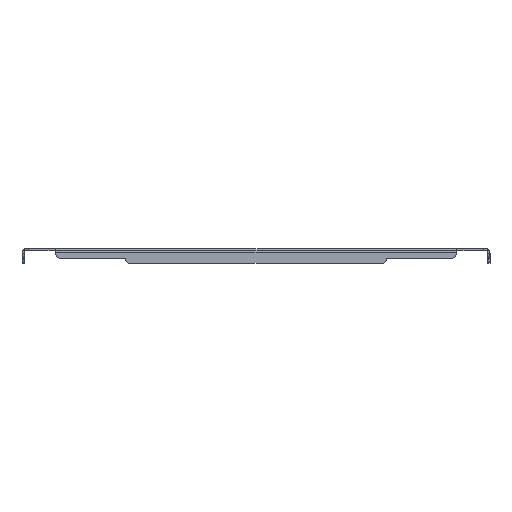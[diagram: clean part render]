
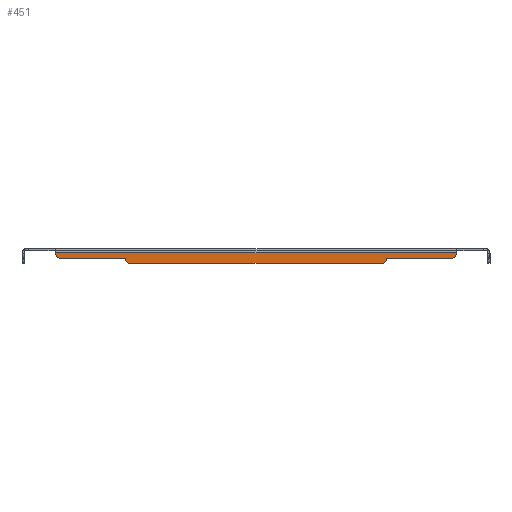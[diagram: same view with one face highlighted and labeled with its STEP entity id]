
A CAD part, front view. The second image highlights one B-rep face of the part: STEP entity #451.
In plain terms, the highlighted planar face has unit normal (0, -1, 0).
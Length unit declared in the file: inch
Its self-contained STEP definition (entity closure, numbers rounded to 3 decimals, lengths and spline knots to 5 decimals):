
#2 = LINE ( 'NONE', #655, #3363 ) ;
#19 = AXIS2_PLACEMENT_3D ( 'NONE', #133, #1721, #3979 ) ;
#49 = VERTEX_POINT ( 'NONE', #332 ) ;
#52 = DIRECTION ( 'NONE',  ( 0., 0., 1. ) ) ;
#92 = VECTOR ( 'NONE', #4005, 39.37008 ) ;
#133 = CARTESIAN_POINT ( 'NONE',  ( -11.59375, -29.96875, -0.3125 ) ) ;
#215 = VERTEX_POINT ( 'NONE', #2271 ) ;
#252 = EDGE_CURVE ( 'NONE', #2044, #3921, #3699, .T. ) ;
#289 = EDGE_CURVE ( 'NONE', #2183, #3122, #2, .T. ) ;
#317 = DIRECTION ( 'NONE',  ( 0., 0., -1. ) ) ;
#332 = CARTESIAN_POINT ( 'NONE',  ( 11.59375, -29.96875, -0.5625 ) ) ;
#348 = CARTESIAN_POINT ( 'NONE',  ( -11.84375, -29.96875, -0.556 ) ) ;
#409 = EDGE_CURVE ( 'NONE', #2864, #215, #3305, .T. ) ;
#451 = ADVANCED_FACE ( 'NONE', ( #1686 ), #471, .T. ) ;
#471 = PLANE ( 'NONE',  #890 ) ;
#499 = EDGE_CURVE ( 'NONE', #215, #2826, #2429, .T. ) ;
#655 = CARTESIAN_POINT ( 'NONE',  ( 11.84375, -29.96875, -0.556 ) ) ;
#707 = LINE ( 'NONE', #348, #1125 ) ;
#721 = CARTESIAN_POINT ( 'NONE',  ( 7.46875, -29.96875, -0.875 ) ) ;
#741 = CARTESIAN_POINT ( 'NONE',  ( 0., -29.96875, -0.875 ) ) ;
#762 = CARTESIAN_POINT ( 'NONE',  ( -7.46875, -29.96875, -0.625 ) ) ;
#804 = DIRECTION ( 'NONE',  ( 0., 0., -1. ) ) ;
#890 = AXIS2_PLACEMENT_3D ( 'NONE', #2096, #2953, #3349 ) ;
#964 = DIRECTION ( 'NONE',  ( 0., 0., 1. ) ) ;
#965 = VERTEX_POINT ( 'NONE', #3738 ) ;
#1050 = CARTESIAN_POINT ( 'NONE',  ( 9.78125, -29.96875, -0.5625 ) ) ;
#1125 = VECTOR ( 'NONE', #52, 39.37008 ) ;
#1138 = CARTESIAN_POINT ( 'NONE',  ( -9.78125, -29.96875, -0.5625 ) ) ;
#1145 = ORIENTED_EDGE ( 'NONE', *, *, #1432, .T. ) ;
#1192 = VECTOR ( 'NONE', #2014, 39.37008 ) ;
#1223 = AXIS2_PLACEMENT_3D ( 'NONE', #2551, #1903, #317 ) ;
#1339 = ORIENTED_EDGE ( 'NONE', *, *, #2713, .T. ) ;
#1373 = EDGE_CURVE ( 'NONE', #3481, #2208, #2217, .T. ) ;
#1405 = ORIENTED_EDGE ( 'NONE', *, *, #289, .F. ) ;
#1432 = EDGE_CURVE ( 'NONE', #2044, #2003, #3823, .T. ) ;
#1452 = DIRECTION ( 'NONE',  ( 0., 0., -1. ) ) ;
#1454 = EDGE_CURVE ( 'NONE', #965, #2183, #1992, .T. ) ;
#1481 = ORIENTED_EDGE ( 'NONE', *, *, #3956, .F. ) ;
#1601 = CARTESIAN_POINT ( 'NONE',  ( 7.71875, -29.96875, -0.5625 ) ) ;
#1682 = CARTESIAN_POINT ( 'NONE',  ( 11.84375, -29.96875, -0.237 ) ) ;
#1686 = FACE_OUTER_BOUND ( 'NONE', #3681, .T. ) ;
#1721 = DIRECTION ( 'NONE',  ( 0., 1., 0. ) ) ;
#1725 = DIRECTION ( 'NONE',  ( 0., 1., 0. ) ) ;
#1740 = CARTESIAN_POINT ( 'NONE',  ( -7.46875, -29.96875, -0.875 ) ) ;
#1903 = DIRECTION ( 'NONE',  ( 0., 1., 0. ) ) ;
#1938 = ORIENTED_EDGE ( 'NONE', *, *, #252, .F. ) ;
#1992 = LINE ( 'NONE', #1682, #3351 ) ;
#2003 = VERTEX_POINT ( 'NONE', #1601 ) ;
#2014 = DIRECTION ( 'NONE',  ( -1., 0., 0. ) ) ;
#2016 = EDGE_CURVE ( 'NONE', #2826, #965, #707, .T. ) ;
#2024 = ORIENTED_EDGE ( 'NONE', *, *, #409, .F. ) ;
#2032 = CARTESIAN_POINT ( 'NONE',  ( -7.71875, -29.96875, -0.625 ) ) ;
#2038 = DIRECTION ( 'NONE',  ( 0., 1., 0. ) ) ;
#2044 = VERTEX_POINT ( 'NONE', #2276 ) ;
#2079 = CARTESIAN_POINT ( 'NONE',  ( 11.59375, -29.96875, -0.3125 ) ) ;
#2096 = CARTESIAN_POINT ( 'NONE',  ( -13.71875, -29.96875, 0. ) ) ;
#2180 = CARTESIAN_POINT ( 'NONE',  ( -11.84375, -29.96875, -0.3125 ) ) ;
#2183 = VERTEX_POINT ( 'NONE', #2636 ) ;
#2208 = VERTEX_POINT ( 'NONE', #2032 ) ;
#2217 = CIRCLE ( 'NONE', #2682, 0.25 ) ;
#2271 = CARTESIAN_POINT ( 'NONE',  ( -11.59375, -29.96875, -0.5625 ) ) ;
#2276 = CARTESIAN_POINT ( 'NONE',  ( 7.71875, -29.96875, -0.625 ) ) ;
#2395 = LINE ( 'NONE', #3959, #3732 ) ;
#2398 = ORIENTED_EDGE ( 'NONE', *, *, #3073, .F. ) ;
#2429 = CIRCLE ( 'NONE', #19, 0.25 ) ;
#2440 = ORIENTED_EDGE ( 'NONE', *, *, #3871, .T. ) ;
#2551 = CARTESIAN_POINT ( 'NONE',  ( 7.46875, -29.96875, -0.625 ) ) ;
#2574 = ORIENTED_EDGE ( 'NONE', *, *, #2016, .F. ) ;
#2621 = DIRECTION ( 'NONE',  ( 1., 0., 0. ) ) ;
#2636 = CARTESIAN_POINT ( 'NONE',  ( 11.84375, -29.96875, -0.237 ) ) ;
#2682 = AXIS2_PLACEMENT_3D ( 'NONE', #762, #1725, #3940 ) ;
#2713 = EDGE_CURVE ( 'NONE', #2864, #2208, #2395, .T. ) ;
#2728 = AXIS2_PLACEMENT_3D ( 'NONE', #2079, #2038, #1452 ) ;
#2733 = ORIENTED_EDGE ( 'NONE', *, *, #1454, .F. ) ;
#2751 = ORIENTED_EDGE ( 'NONE', *, *, #1373, .F. ) ;
#2826 = VERTEX_POINT ( 'NONE', #2180 ) ;
#2864 = VERTEX_POINT ( 'NONE', #4047 ) ;
#2879 = CARTESIAN_POINT ( 'NONE',  ( 7.71875, -29.96875, 0. ) ) ;
#2953 = DIRECTION ( 'NONE',  ( 0., -1., 0. ) ) ;
#3035 = CARTESIAN_POINT ( 'NONE',  ( 11.84375, -29.96875, -0.3125 ) ) ;
#3064 = ORIENTED_EDGE ( 'NONE', *, *, #499, .F. ) ;
#3073 = EDGE_CURVE ( 'NONE', #3122, #49, #3326, .T. ) ;
#3122 = VERTEX_POINT ( 'NONE', #3035 ) ;
#3268 = LINE ( 'NONE', #741, #1192 ) ;
#3285 = DIRECTION ( 'NONE',  ( 1., 0., 0. ) ) ;
#3305 = LINE ( 'NONE', #1138, #92 ) ;
#3326 = CIRCLE ( 'NONE', #2728, 0.25 ) ;
#3349 = DIRECTION ( 'NONE',  ( 0., 0., -1. ) ) ;
#3351 = VECTOR ( 'NONE', #3285, 39.37008 ) ;
#3363 = VECTOR ( 'NONE', #3876, 39.37008 ) ;
#3481 = VERTEX_POINT ( 'NONE', #1740 ) ;
#3484 = VECTOR ( 'NONE', #964, 39.37008 ) ;
#3681 = EDGE_LOOP ( 'NONE', ( #2440, #2398, #1405, #2733, #2574, #3064, #2024, #1339, #2751, #1481, #1938, #1145 ) ) ;
#3699 = CIRCLE ( 'NONE', #1223, 0.25 ) ;
#3732 = VECTOR ( 'NONE', #804, 39.37008 ) ;
#3738 = CARTESIAN_POINT ( 'NONE',  ( -11.84375, -29.96875, -0.237 ) ) ;
#3785 = VECTOR ( 'NONE', #2621, 39.37008 ) ;
#3823 = LINE ( 'NONE', #2879, #3484 ) ;
#3871 = EDGE_CURVE ( 'NONE', #2003, #49, #3894, .T. ) ;
#3876 = DIRECTION ( 'NONE',  ( 0., 0., -1. ) ) ;
#3894 = LINE ( 'NONE', #1050, #3785 ) ;
#3921 = VERTEX_POINT ( 'NONE', #721 ) ;
#3940 = DIRECTION ( 'NONE',  ( 0., 0., -1. ) ) ;
#3956 = EDGE_CURVE ( 'NONE', #3921, #3481, #3268, .T. ) ;
#3959 = CARTESIAN_POINT ( 'NONE',  ( -7.71875, -29.96875, 0. ) ) ;
#3979 = DIRECTION ( 'NONE',  ( 0., 0., -1. ) ) ;
#4005 = DIRECTION ( 'NONE',  ( -1., 0., 0. ) ) ;
#4047 = CARTESIAN_POINT ( 'NONE',  ( -7.71875, -29.96875, -0.5625 ) ) ;
